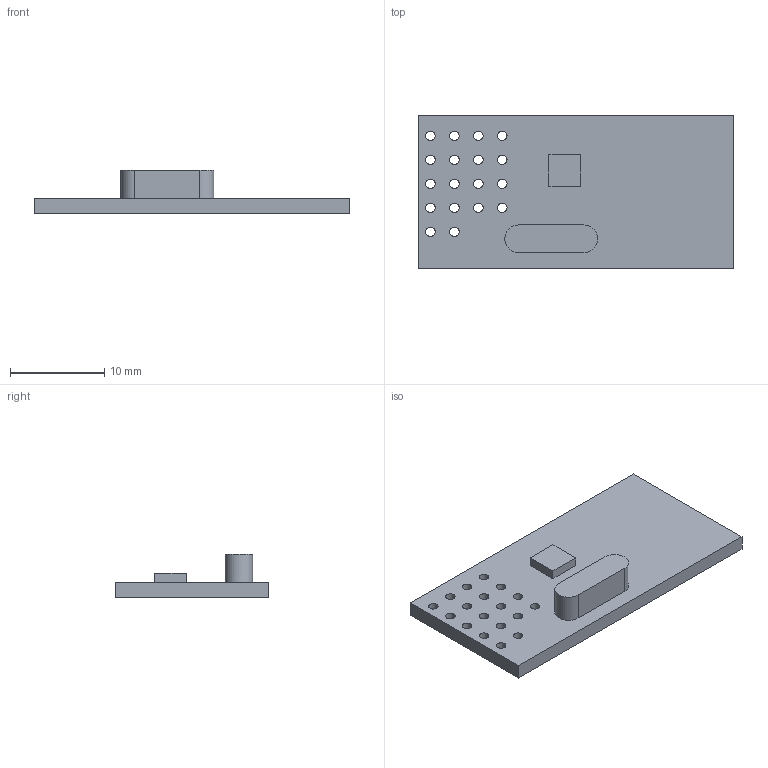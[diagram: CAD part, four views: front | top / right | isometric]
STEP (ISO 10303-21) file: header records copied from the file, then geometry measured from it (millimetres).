
FILE_DESCRIPTION(('FreeCAD Model'),'2;1');
FILE_NAME('NRF24L01-module-black+green.step' ,'2019-11-10T20:06:45',('Author'),(''), 'Open CASCADE STEP processor 6.8','FreeCAD','Unknown');
FILE_SCHEMA(('AUTOMOTIVE_DESIGN { 1 0 10303 214 1 1 1 1 }'));
Length unit declared in the file: millimetre
Products named in the file (1): Pad002
Bounding box: 33.45 x 16.3 x 4.6 mm (x, y, z)
Volume: 942 mm3; surface area: 1394.5 mm2
Topology: 1 solids, 1 shells, 34 faces, 90 edges, 60 vertices
Faces by surface type: cylinder 20, plane 14
Full cylindrical faces by diameter (mm): 1 x18
Entity records: 2574 total; most frequent: DIRECTION 378, CARTESIAN_POINT 377, LINE 190, VECTOR 190, ORIENTED_EDGE 180, PCURVE 180, DEFINITIONAL_REPRESENTATION 180, EDGE_CURVE 90
